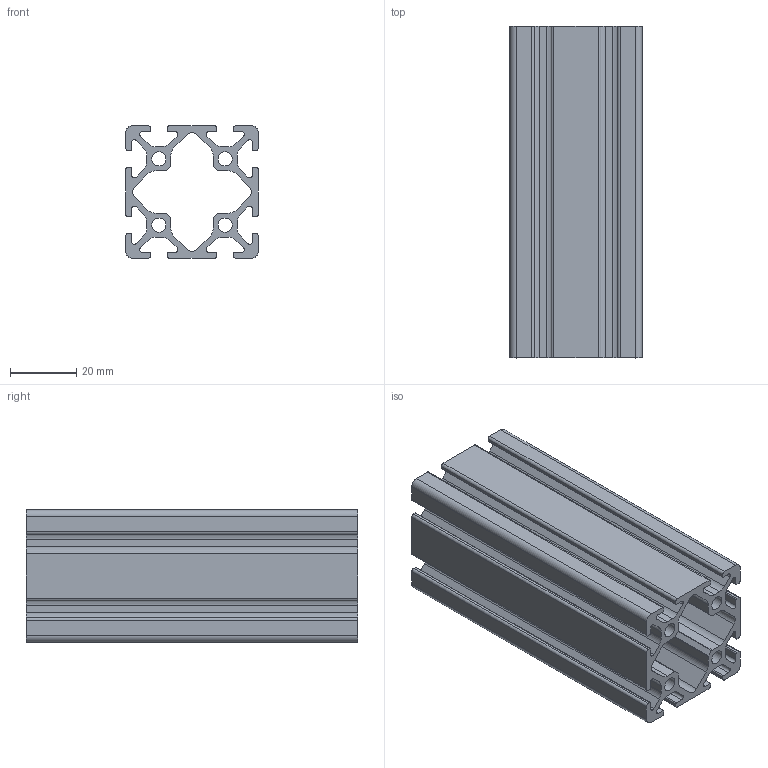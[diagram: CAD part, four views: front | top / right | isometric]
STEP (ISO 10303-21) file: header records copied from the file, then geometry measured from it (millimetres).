
FILE_DESCRIPTION(('FreeCAD Model'),'2;1');
FILE_NAME('Open CASCADE Shape Model','2024-03-15T10:33:06',(''),(''), 'Open CASCADE STEP processor 7.6','FreeCAD','Unknown');
FILE_SCHEMA(('AUTOMOTIVE_DESIGN { 1 0 10303 214 1 1 1 1 }'));
Length unit declared in the file: millimetre
Products named in the file (1): STI5-4040
Bounding box: 40 x 100 x 40 mm (x, y, z)
Volume: 51493.1 mm3; surface area: 49095.3 mm2
Topology: 1 solids, 1 shells, 182 faces, 544 edges, 364 vertices
Faces by surface type: cylinder 92, plane 90
Full cylindrical faces by diameter (mm): 4.3 x4
Entity records: 13394 total; most frequent: CARTESIAN_POINT 2375, DIRECTION 2150, LINE 1252, VECTOR 1252, ORIENTED_EDGE 1088, PCURVE 1088, DEFINITIONAL_REPRESENTATION 1088, EDGE_CURVE 544
